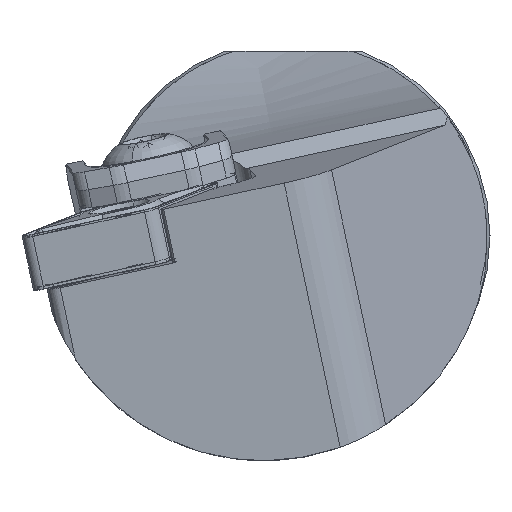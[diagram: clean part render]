
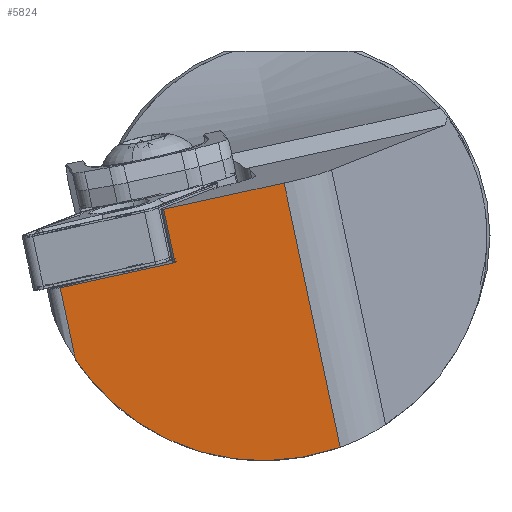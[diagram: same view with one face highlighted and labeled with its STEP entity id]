
A CAD part, left-side view. The second image highlights one B-rep face of the part: STEP entity #5824.
In plain terms, the highlighted planar face has unit normal (-0.993, -0.072, -0.091).
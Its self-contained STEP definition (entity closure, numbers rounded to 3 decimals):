
#9 = VERTEX_POINT ( 'NONE', #7254 ) ;
#21 = VECTOR ( 'NONE', #8089, 1000. ) ;
#44 = LINE ( 'NONE', #5674, #7327 ) ;
#510 = ORIENTED_EDGE ( 'NONE', *, *, #9232, .F. ) ;
#889 = ORIENTED_EDGE ( 'NONE', *, *, #2309, .T. ) ;
#1077 = EDGE_CURVE ( 'NONE', #3275, #4018, #1158, .T. ) ;
#1158 = LINE ( 'NONE', #3919, #4904 ) ;
#1173 = CARTESIAN_POINT ( 'NONE',  ( 1.351, 9.576, -2.168 ) ) ;
#1523 = CARTESIAN_POINT ( 'NONE',  ( 3.379, 4.458, -20.17 ) ) ;
#1776 = DIRECTION ( 'NONE',  ( 0.051, -0.976, 0.213 ) ) ;
#1896 = VERTEX_POINT ( 'NONE', #2004 ) ;
#1938 = DIRECTION ( 'NONE',  ( 0.993, 0.072, 0.091 ) ) ;
#2004 = CARTESIAN_POINT ( 'NONE',  ( 1.484, 17.674, -9.989 ) ) ;
#2309 = EDGE_CURVE ( 'NONE', #3275, #1896, #3333, .T. ) ;
#2552 = CARTESIAN_POINT ( 'NONE',  ( 1.397, 0.718, 4.304 ) ) ;
#2769 = ORIENTED_EDGE ( 'NONE', *, *, #1077, .F. ) ;
#3019 = LINE ( 'NONE', #4942, #3466 ) ;
#3194 = ORIENTED_EDGE ( 'NONE', *, *, #5426, .F. ) ;
#3275 = VERTEX_POINT ( 'NONE', #6547 ) ;
#3333 = LINE ( 'NONE', #6593, #21 ) ;
#3406 = EDGE_CURVE ( 'NONE', #6256, #8027, #4512, .T. ) ;
#3458 = DIRECTION ( 'NONE',  ( 0., -0.786, 0.619 ) ) ;
#3466 = VECTOR ( 'NONE', #3556, 1000. ) ;
#3556 = DIRECTION ( 'NONE',  ( -0.105, 0.207, 0.973 ) ) ;
#3919 = CARTESIAN_POINT ( 'NONE',  ( 1.863, -0.204, -0.034 ) ) ;
#4018 = VERTEX_POINT ( 'NONE', #1173 ) ;
#4385 = CARTESIAN_POINT ( 'NONE',  ( 3.702, -3.842, -17.149 ) ) ;
#4512 = LINE ( 'NONE', #5057, #5446 ) ;
#4902 = PLANE ( 'NONE',  #8234 ) ;
#4904 = VECTOR ( 'NONE', #1776, 1000. ) ;
#4942 = CARTESIAN_POINT ( 'NONE',  ( -1.452, 15.12, 23.913 ) ) ;
#5057 = CARTESIAN_POINT ( 'NONE',  ( -81.287, 164.28, 773.799 ) ) ;
#5426 = EDGE_CURVE ( 'NONE', #9, #6256, #44, .T. ) ;
#5446 = VECTOR ( 'NONE', #6464, 1000. ) ;
#5661 = CARTESIAN_POINT ( 'NONE',  ( -81.287, 164.28, 773.799 ) ) ;
#5674 = CARTESIAN_POINT ( 'NONE',  ( 1.383, 0.998, 4.243 ) ) ;
#5707 = DIRECTION ( 'NONE',  ( 0.051, -0.976, 0.213 ) ) ;
#5824 = ADVANCED_FACE ( 'NONE', ( #7381 ), #4902, .F. ) ;
#5940 = ORIENTED_EDGE ( 'NONE', *, *, #3406, .F. ) ;
#6256 = VERTEX_POINT ( 'NONE', #2552 ) ;
#6404 =( BOUNDED_CURVE ( )  B_SPLINE_CURVE ( 3, ( #4385, #1523, #6598, #7361 ),
 .UNSPECIFIED., .F., .F. ) 
 B_SPLINE_CURVE_WITH_KNOTS ( ( 4, 4 ),
 ( 3.46, 4.8 ),
 .UNSPECIFIED. ) 
 CURVE ( )  GEOMETRIC_REPRESENTATION_ITEM ( )  RATIONAL_B_SPLINE_CURVE ( ( 1., 0.856, 0.856, 1. ) ) 
 REPRESENTATION_ITEM ( '' )  );
#6464 = DIRECTION ( 'NONE',  ( 0.105, -0.207, -0.973 ) ) ;
#6547 = CARTESIAN_POINT ( 'NONE',  ( 0.862, 18.903, -4.203 ) ) ;
#6593 = CARTESIAN_POINT ( 'NONE',  ( -82.288, 183.387, 769.63 ) ) ;
#6598 = CARTESIAN_POINT ( 'NONE',  ( 2.515, 12.839, -17.381 ) ) ;
#7065 = EDGE_LOOP ( 'NONE', ( #2769, #889, #8617, #5940, #3194, #510 ) ) ;
#7254 = CARTESIAN_POINT ( 'NONE',  ( 0.885, 10.499, 2.17 ) ) ;
#7327 = VECTOR ( 'NONE', #5707, 1000. ) ;
#7361 = CARTESIAN_POINT ( 'NONE',  ( 1.484, 17.674, -9.989 ) ) ;
#7381 = FACE_OUTER_BOUND ( 'NONE', #7065, .T. ) ;
#7601 = CARTESIAN_POINT ( 'NONE',  ( 3.702, -3.842, -17.149 ) ) ;
#7694 = EDGE_CURVE ( 'NONE', #8027, #1896, #6404, .T. ) ;
#8027 = VERTEX_POINT ( 'NONE', #7601 ) ;
#8089 = DIRECTION ( 'NONE',  ( 0.105, -0.207, -0.973 ) ) ;
#8234 = AXIS2_PLACEMENT_3D ( 'NONE', #5661, #1938, #3458 ) ;
#8617 = ORIENTED_EDGE ( 'NONE', *, *, #7694, .F. ) ;
#9232 = EDGE_CURVE ( 'NONE', #4018, #9, #3019, .T. ) ;
